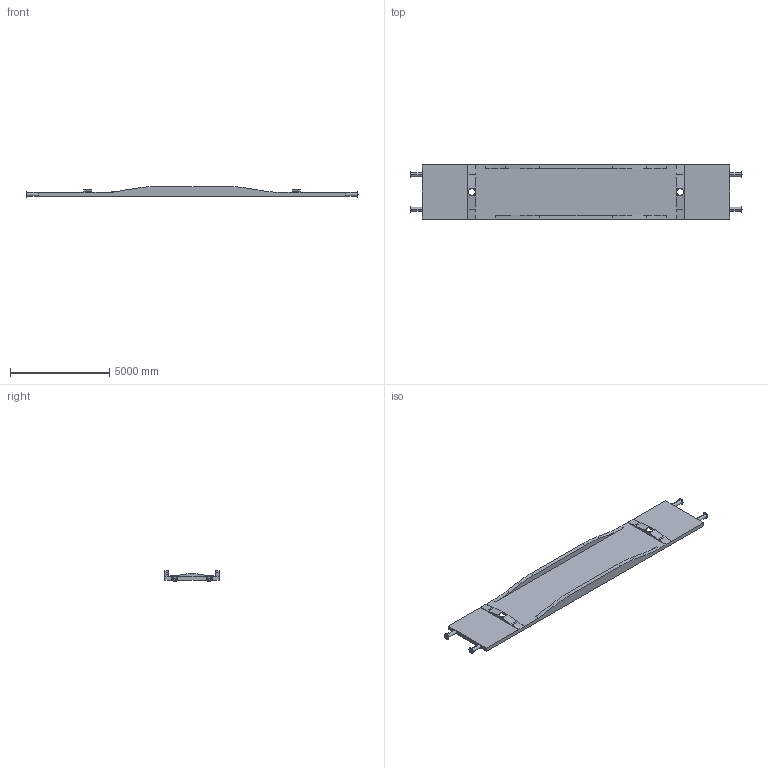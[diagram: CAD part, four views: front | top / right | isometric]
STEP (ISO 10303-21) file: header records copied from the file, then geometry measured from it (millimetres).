
FILE_DESCRIPTION (( 'STEP AP203' ), '1' );
FILE_NAME ('WagonPlane_MediumDetailed.STEP', '2024-03-12T16:35:17', ( '' ), ( '' ), 'SwSTEP 2.0', 'SolidWorks 2022', '' );
FILE_SCHEMA (( 'CONFIG_CONTROL_DESIGN' ));
Length unit declared in the file: metre
Products named in the file (1): WagonPlane_MediumDetailed
Bounding box: 16740 x 2738.4 x 550 mm (x, y, z)
Surface area: 59911571.7 mm2 (no closed solid volume)
Topology: 0 solids, 1 shells, 72 faces, 185 edges, 118 vertices
Faces by surface type: plane 41, cylinder 23, sphere 8
Entity records: 2258 total; most frequent: DIRECTION 397, CARTESIAN_POINT 376, ORIENTED_EDGE 358, EDGE_CURVE 185, AXIS2_PLACEMENT_3D 139, VECTOR 119, LINE 119, VERTEX_POINT 118
